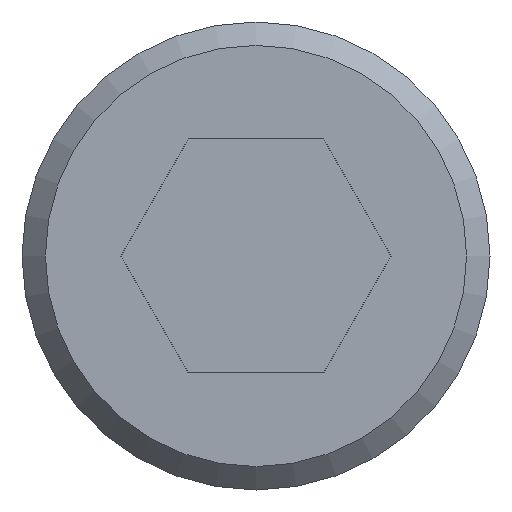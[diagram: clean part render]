
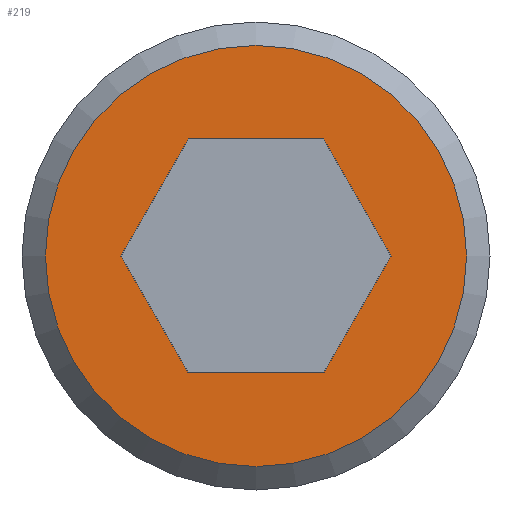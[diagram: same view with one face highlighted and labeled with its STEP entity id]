
A CAD part, left-side view. The second image highlights one B-rep face of the part: STEP entity #219.
In plain terms, the highlighted planar face has unit normal (-1, 0, 0).
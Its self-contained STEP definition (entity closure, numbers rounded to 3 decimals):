
#20=FACE_BOUND('',#81,.T.);
#22=LINE('',#340,#44);
#23=LINE('',#342,#45);
#24=LINE('',#344,#46);
#25=LINE('',#346,#47);
#26=LINE('',#348,#48);
#27=LINE('',#349,#49);
#44=VECTOR('',#274,0.866);
#45=VECTOR('',#275,0.866);
#46=VECTOR('',#276,0.866);
#47=VECTOR('',#277,0.866);
#48=VECTOR('',#278,0.866);
#49=VECTOR('',#279,0.866);
#66=FACE_OUTER_BOUND('',#80,.T.);
#80=EDGE_LOOP('',(#151));
#81=EDGE_LOOP('',(#152,#153,#154,#155,#156,#157));
#96=CIRCLE('',#248,1.35);
#103=VERTEX_POINT('',#336);
#104=VERTEX_POINT('',#338);
#105=VERTEX_POINT('',#339);
#106=VERTEX_POINT('',#341);
#107=VERTEX_POINT('',#343);
#108=VERTEX_POINT('',#345);
#109=VERTEX_POINT('',#347);
#122=EDGE_CURVE('',#103,#103,#96,.T.);
#123=EDGE_CURVE('',#104,#105,#22,.T.);
#124=EDGE_CURVE('',#105,#106,#23,.T.);
#125=EDGE_CURVE('',#106,#107,#24,.T.);
#126=EDGE_CURVE('',#107,#108,#25,.T.);
#127=EDGE_CURVE('',#108,#109,#26,.T.);
#128=EDGE_CURVE('',#109,#104,#27,.T.);
#151=ORIENTED_EDGE('',*,*,#122,.T.);
#152=ORIENTED_EDGE('',*,*,#123,.T.);
#153=ORIENTED_EDGE('',*,*,#124,.T.);
#154=ORIENTED_EDGE('',*,*,#125,.T.);
#155=ORIENTED_EDGE('',*,*,#126,.T.);
#156=ORIENTED_EDGE('',*,*,#127,.T.);
#157=ORIENTED_EDGE('',*,*,#128,.T.);
#209=PLANE('',#247);
#219=ADVANCED_FACE('',(#66,#20),#209,.F.);
#247=AXIS2_PLACEMENT_3D('',#335,#270,#271);
#248=AXIS2_PLACEMENT_3D('',#337,#272,#273);
#270=DIRECTION('center_axis',(1.,0.,0.));
#271=DIRECTION('ref_axis',(0.,0.,-1.));
#272=DIRECTION('center_axis',(-1.,0.,0.));
#273=DIRECTION('ref_axis',(0.,0.,1.));
#274=DIRECTION('',(0.,-1.,0.));
#275=DIRECTION('',(0.,-0.5,-0.866));
#276=DIRECTION('',(0.,0.5,-0.866));
#277=DIRECTION('',(0.,1.,0.));
#278=DIRECTION('',(0.,0.5,0.866));
#279=DIRECTION('',(0.,-0.5,0.866));
#335=CARTESIAN_POINT('Origin',(-1.6,0.,0.));
#336=CARTESIAN_POINT('',(-1.6,0.,1.35));
#337=CARTESIAN_POINT('Origin',(-1.6,0.,0.));
#338=CARTESIAN_POINT('',(-1.6,0.433,0.75));
#339=CARTESIAN_POINT('',(-1.6,-0.433,0.75));
#340=CARTESIAN_POINT('',(-1.6,0.433,0.75));
#341=CARTESIAN_POINT('',(-1.6,-0.866,0.));
#342=CARTESIAN_POINT('',(-1.6,-0.433,0.75));
#343=CARTESIAN_POINT('',(-1.6,-0.433,-0.75));
#344=CARTESIAN_POINT('',(-1.6,-0.866,0.));
#345=CARTESIAN_POINT('',(-1.6,0.433,-0.75));
#346=CARTESIAN_POINT('',(-1.6,-0.433,-0.75));
#347=CARTESIAN_POINT('',(-1.6,0.866,0.));
#348=CARTESIAN_POINT('',(-1.6,0.433,-0.75));
#349=CARTESIAN_POINT('',(-1.6,0.866,0.));
